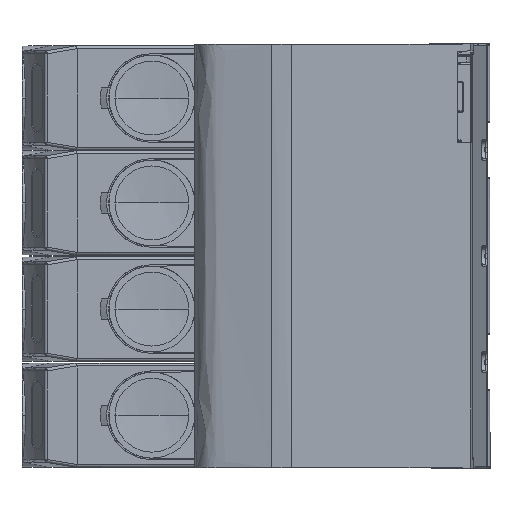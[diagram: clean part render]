
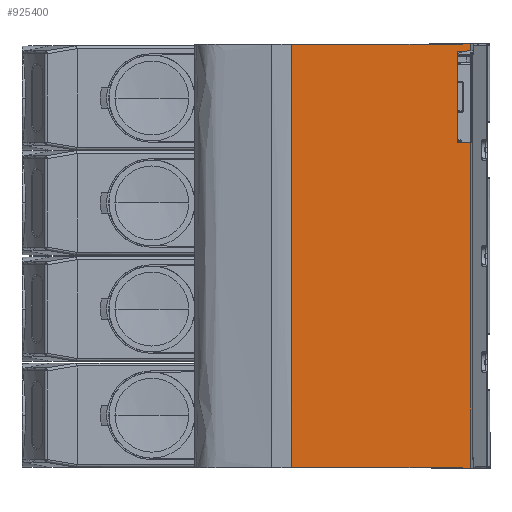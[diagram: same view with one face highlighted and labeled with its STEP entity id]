
A CAD part, left-side view. The second image highlights one B-rep face of the part: STEP entity #925400.
In plain terms, the highlighted planar face has unit normal (-1, 0, 0).
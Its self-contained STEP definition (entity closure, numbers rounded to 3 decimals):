
#192900=CARTESIAN_POINT('',(-21.253,62.973,
-0.322));
#192910=VERTEX_POINT('',#192900);
#192940=CARTESIAN_POINT('',(-21.25,48.171,
-0.193));
#192950=DIRECTION('',(0.,-1.,
0.009));
#192960=VECTOR('',#192950,1.);
#192970=LINE('',#192940,#192960);
#192980=CARTESIAN_POINT('',(-21.252,60.691,
-0.302));
#192990=VERTEX_POINT('',#192980);
#193000=EDGE_CURVE('',#192910,#192990,#192970,.T.);
#193250=CARTESIAN_POINT('',(-21.253,62.973,
0.858));
#193260=VERTEX_POINT('',#193250);
#193290=CARTESIAN_POINT('',(-21.253,62.973,
70.85));
#193300=DIRECTION('',(0.,0.,1.));
#193310=VECTOR('',#193300,1.);
#193320=LINE('',#193290,#193310);
#193330=EDGE_CURVE('',#192910,#193260,#193320,.T.);
#193490=CARTESIAN_POINT('',(-21.252,60.691,
0.878));
#193500=VERTEX_POINT('',#193490);
#193530=CARTESIAN_POINT('',(-21.25,48.171,
0.987));
#193540=DIRECTION('',(0.,1.,
-0.009));
#193550=VECTOR('',#193540,1.);
#193560=LINE('',#193530,#193550);
#193570=EDGE_CURVE('',#193500,#193260,#193560,.T.);
#923070=CARTESIAN_POINT('',(-21.252,60.691,
16.222));
#923080=VERTEX_POINT('',#923070);
#923110=CARTESIAN_POINT('',(-21.252,60.691,
-0.302));
#923120=DIRECTION('',(0.,0.,1.));
#923130=VECTOR('',#923120,1.);
#923140=LINE('',#923110,#923130);
#923150=EDGE_CURVE('',#193500,#923080,#923140,.T.);
#924450=CARTESIAN_POINT('',(-21.253,62.973,
16.242));
#924460=VERTEX_POINT('',#924450);
#924640=CARTESIAN_POINT('',(-21.253,62.973,
70.822));
#924650=VERTEX_POINT('',#924640);
#924680=CARTESIAN_POINT('',(-21.253,62.973,
70.85));
#924690=DIRECTION('',(0.,0.,-1.));
#924700=VECTOR('',#924690,1.);
#924710=LINE('',#924680,#924700);
#924720=EDGE_CURVE('',#924650,#924460,#924710,.T.);
#924770=CARTESIAN_POINT('',(-21.25,48.171,
70.693));
#924780=DIRECTION('',(0.,-1.,
-0.009));
#924790=VECTOR('',#924780,1.);
#924800=LINE('',#924770,#924790);
#924810=CARTESIAN_POINT('',(-21.252,60.691,
70.802));
#924820=VERTEX_POINT('',#924810);
#924830=EDGE_CURVE('',#924650,#924820,#924800,.T.);
#924990=CARTESIAN_POINT('',(-21.253,62.973,
-18.75));
#925000=DIRECTION('',(-1.,0.,
0.));
#925010=DIRECTION('',(0.,-1.,
0.));
#925020=AXIS2_PLACEMENT_3D('',#924990,#925000,#925010);
#925030=PLANE('',#925020);
#925040=ORIENTED_EDGE('',*,*,#924830,.F.);
#925050=CARTESIAN_POINT('',(-21.25,48.171,
70.802));
#925060=DIRECTION('',(0.,-1.,
0.));
#925070=VECTOR('',#925060,1.);
#925080=LINE('',#925050,#925070);
#925090=CARTESIAN_POINT('',(-21.248,32.889,
70.802));
#925100=VERTEX_POINT('',#925090);
#925110=EDGE_CURVE('',#924820,#925100,#925080,.T.);
#925120=ORIENTED_EDGE('',*,*,#925110,.F.);
#925130=CARTESIAN_POINT('',(-21.248,32.889,
-0.302));
#925140=DIRECTION('',(0.,0.,1.));
#925150=VECTOR('',#925140,1.);
#925160=LINE('',#925130,#925150);
#925170=CARTESIAN_POINT('',(-21.248,32.889,
-0.302));
#925180=VERTEX_POINT('',#925170);
#925190=EDGE_CURVE('',#925180,#925100,#925160,.T.);
#925200=ORIENTED_EDGE('',*,*,#925190,.T.);
#925210=CARTESIAN_POINT('',(-21.25,48.171,
-0.302));
#925220=DIRECTION('',(0.,-1.,
0.));
#925230=VECTOR('',#925220,1.);
#925240=LINE('',#925210,#925230);
#925250=EDGE_CURVE('',#192990,#925180,#925240,.T.);
#925260=ORIENTED_EDGE('',*,*,#925250,.T.);
#925270=ORIENTED_EDGE('',*,*,#193000,.T.);
#925280=ORIENTED_EDGE('',*,*,#193330,.F.);
#925290=ORIENTED_EDGE('',*,*,#193570,.T.);
#925300=ORIENTED_EDGE('',*,*,#923150,.F.);
#925310=CARTESIAN_POINT('',(-21.25,48.171,
16.113));
#925320=DIRECTION('',(0.,1.,
0.009));
#925330=VECTOR('',#925320,1.);
#925340=LINE('',#925310,#925330);
#925350=EDGE_CURVE('',#923080,#924460,#925340,.T.);
#925360=ORIENTED_EDGE('',*,*,#925350,.F.);
#925370=ORIENTED_EDGE('',*,*,#924720,.T.);
#925380=EDGE_LOOP('',(#925370,#925360,#925300,#925290,#925280,#925270,
#925260,#925200,#925120,#925040));
#925390=FACE_OUTER_BOUND('',#925380,.T.);
#925400=ADVANCED_FACE('',(#925390),#925030,.T.);
